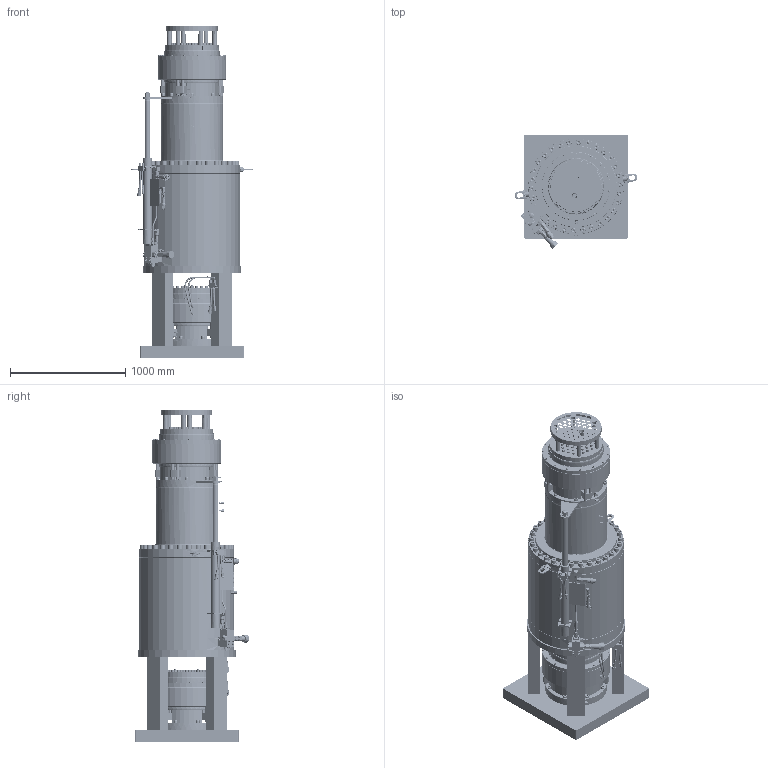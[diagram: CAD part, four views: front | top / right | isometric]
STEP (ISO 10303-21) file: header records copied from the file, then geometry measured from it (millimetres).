
FILE_DESCRIPTION(/* description */ ('-'),/* implementation_level */ '2;1');
FILE_NAME(/* name */ 'HSL8500 Extended.stp',/* time_stamp */ '2022-03-24T16:09:03+01:00',/* author */ ('roy.gaakink'),/* organization */ (''),/* preprocessor_version */ 'ST-DEVELOPER v18',/* originating_system */ 'Autodesk Inventor 2020',/* authorisation */ '');
FILE_SCHEMA (('AUTOMOTIVE_DESIGN { 1 0 10303 214 3 1 1 }'));
Products named in the file (1): 02613.01.00.00_Shrinkwrap_1
Bounding box: 1061.92 x 991.45 x 2882 mm (x, y, z)
Volume: 970587557.5 mm3; surface area: 14003172.7 mm2
Topology: 6 solids, 6 shells, 7053 faces, 19296 edges, 12685 vertices
Faces by surface type: plane 3881, cylinder 1413, cone 1232, torus 390, bspline 74, sphere 63
Full cylindrical faces by diameter (mm): 6 x7, 8 x4, 9.158 x8, 10 x4, 10.6 x2, 11.445 x2, 12 x13, 13 x12, 13.157 x2, 13.5 x10, 14 x7, 15.3 x3, 16 x56, 16.15 x1, 16.83 x6, 17 x10, 17.6 x8, 17.85 x6, 18 x11, 18.66 x1, 18.9 x4, 19 x11, 19.2 x4, 19.8 x2, 20 x4, 21.4 x4, 21.78 x2, 22 x2, 22.4 x1, 23.1 x1
Entity records: 248822 total; most frequent: CARTESIAN_POINT 71308, ORIENTED_EDGE 38002, DIRECTION 34283, EDGE_CURVE 19001, AXIS2_PLACEMENT_3D 12964, VERTEX_POINT 12691, LINE 8355, VECTOR 8355
